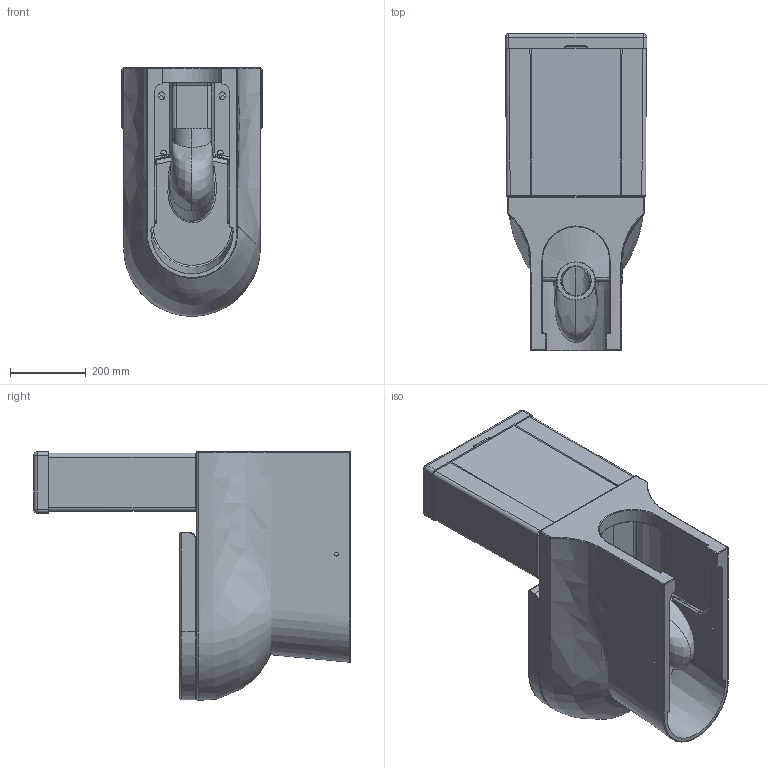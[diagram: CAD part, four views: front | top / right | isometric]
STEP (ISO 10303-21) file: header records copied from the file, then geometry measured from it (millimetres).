
FILE_DESCRIPTION (( 'STEP AP214' ), '1' );
FILE_NAME ('CC&Cistern_STEP_V10421.STEP', '2021-04-08T15:15:50', ( '' ), ( '' ), 'SwSTEP 2.0', 'SolidWorks 2019', '' );
FILE_SCHEMA (( 'AUTOMOTIVE_DESIGN' ));
Length unit declared in the file: millimetre
Products named in the file (1): CC&Cistern_STEP_V10421
Bounding box: 373 x 834 x 655.2 mm (x, y, z)
Volume: 25660780.6 mm3; surface area: 3446681.6 mm2
Topology: 6 solids, 6 shells, 992 faces, 2417 edges, 1452 vertices
Faces by surface type: cylinder 414, plane 228, bspline 217, torus 96, sphere 26, cone 11
Entity records: 81660 total; most frequent: CARTESIAN_POINT 49139, ORIENTED_EDGE 4732, DIRECTION 4216, EDGE_CURVE 2366, AXIS2_PLACEMENT_3D 1714, VERTEX_POINT 1448, EDGE_LOOP 1098, UNCERTAINTY_MEASURE_WITH_UNIT 1000
